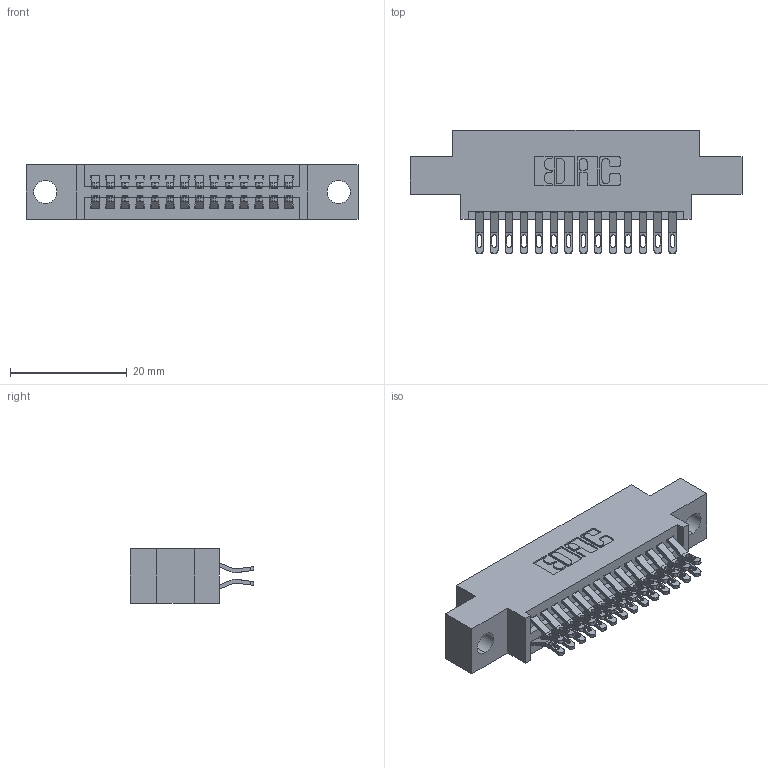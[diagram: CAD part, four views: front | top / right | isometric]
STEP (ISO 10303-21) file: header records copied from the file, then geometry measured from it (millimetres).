
FILE_DESCRIPTION (( 'STEP AP203' ), '1' );
FILE_NAME ('395-028-555-804.STEP', '2018-11-10T14:22:48', ( '' ), ( '' ), 'SwSTEP 2.0', 'SolidWorks 2016', '' );
FILE_SCHEMA (( 'CONFIG_CONTROL_DESIGN' ));
Length unit declared in the file: inch
Products named in the file (3): 345 Part_0.170 Offset - 0.156 Dia-TH; 395-028-555-804; 345-292-001_555 Tail
Assembly tree (29 placements, depth 2):
  395-028-555-804
    345 Part_0.170 Offset - 0.156 Dia-TH
    345-292-001_555 Tail  x28
Bounding box: 56.77 x 21.13 x 9.4 mm (x, y, z)
Volume: 5134.7 mm3; surface area: 7288.7 mm2
Topology: 29 solids, 29 shells, 1698 faces, 5309 edges, 3538 vertices
Faces by surface type: plane 952, cylinder 746
Entity records: 15215 total; most frequent: CARTESIAN_POINT 2614, ORIENTED_EDGE 2518, DIRECTION 2307, EDGE_CURVE 1259, VECTOR 1051, LINE 1051, VERTEX_POINT 838, AXIS2_PLACEMENT_3D 628
